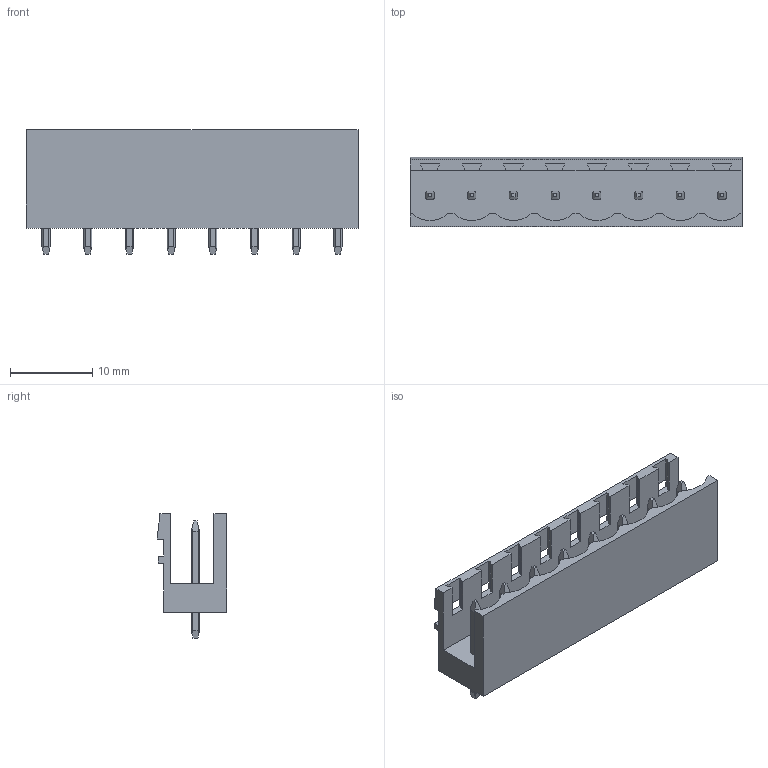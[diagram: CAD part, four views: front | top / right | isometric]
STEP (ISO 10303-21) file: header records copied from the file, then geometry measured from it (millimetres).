
FILE_DESCRIPTION((''),'2;1');
FILE_NAME('WEIDMULLER_1146490000.stp','2012-01-18T10:45:10',(''),(''),'Mechanical Desktop 2011','Mechanical Desktop 2011',', , ');
FILE_SCHEMA(('AUTOMOTIVE_DESIGN { 1 2 10303 214 1 1 1 1 }'));
Length unit declared in the file: millimetre
Products named in the file (1): Product
Bounding box: 40.44 x 8.43 x 15.2 mm (x, y, z)
Volume: 1841.7 mm3; surface area: 2862.8 mm2
Topology: 17 solids, 17 shells, 323 faces, 899 edges, 594 vertices
Faces by surface type: plane 201, cylinder 74, bspline 48
Entity records: 10385 total; most frequent: CARTESIAN_POINT 1961, ORIENTED_EDGE 1798, DIRECTION 1663, EDGE_CURVE 899, VECTOR 687, LINE 687, VERTEX_POINT 594, AXIS2_PLACEMENT_3D 488
